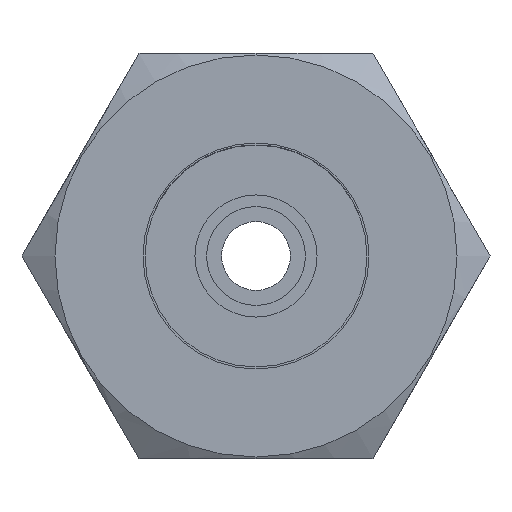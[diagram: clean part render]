
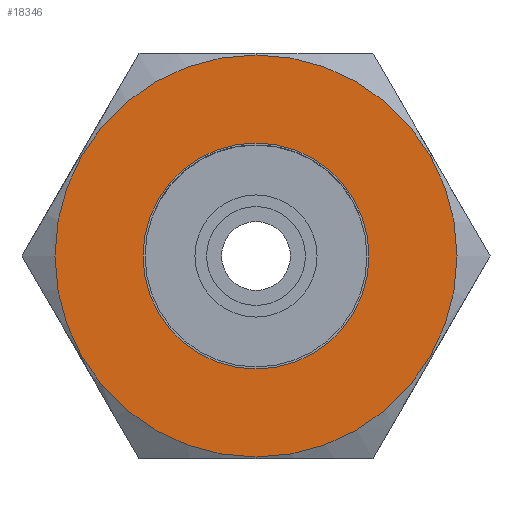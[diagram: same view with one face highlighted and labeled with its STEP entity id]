
A CAD part, left-side view. The second image highlights one B-rep face of the part: STEP entity #18346.
In plain terms, the highlighted planar face has unit normal (-1, 0, 0).
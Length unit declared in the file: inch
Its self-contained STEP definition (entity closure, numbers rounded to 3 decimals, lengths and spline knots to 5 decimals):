
#718 = DIRECTION ( 'NONE',  ( 1., 0., 0. ) ) ;
#1191 = CARTESIAN_POINT ( 'NONE',  ( -1.13, 0., 0. ) ) ;
#2292 = EDGE_CURVE ( 'NONE', #24948, #8971, #4683, .T. ) ;
#2384 = ORIENTED_EDGE ( 'NONE', *, *, #25764, .F. ) ;
#2644 = CIRCLE ( 'NONE', #8312, 0.3485 ) ;
#4683 = CIRCLE ( 'NONE', #5909, 0.62 ) ;
#5881 = FACE_OUTER_BOUND ( 'NONE', #14695, .T. ) ;
#5909 = AXIS2_PLACEMENT_3D ( 'NONE', #8291, #718, #24312 ) ;
#7270 = DIRECTION ( 'NONE',  ( -1., 0., 0. ) ) ;
#7316 = DIRECTION ( 'NONE',  ( 0., 0., -1. ) ) ;
#8201 = AXIS2_PLACEMENT_3D ( 'NONE', #26074, #7270, #9967 ) ;
#8291 = CARTESIAN_POINT ( 'NONE',  ( -1.13, 0., 0. ) ) ;
#8312 = AXIS2_PLACEMENT_3D ( 'NONE', #1191, #16966, #30683 ) ;
#8971 = VERTEX_POINT ( 'NONE', #30930 ) ;
#9583 = VERTEX_POINT ( 'NONE', #11889 ) ;
#9875 = DIRECTION ( 'NONE',  ( 1., 0., 0. ) ) ;
#9967 = DIRECTION ( 'NONE',  ( 0., 0., 1. ) ) ;
#10230 = CARTESIAN_POINT ( 'NONE',  ( -1.13, 0., 0.3485 ) ) ;
#11165 = CIRCLE ( 'NONE', #31547, 0.3485 ) ;
#11889 = CARTESIAN_POINT ( 'NONE',  ( -1.13, 0., -0.3485 ) ) ;
#13021 = FACE_BOUND ( 'NONE', #13965, .T. ) ;
#13965 = EDGE_LOOP ( 'NONE', ( #18745, #29483 ) ) ;
#14695 = EDGE_LOOP ( 'NONE', ( #22020, #2384 ) ) ;
#16182 = CARTESIAN_POINT ( 'NONE',  ( -1.13, 0., -0.62 ) ) ;
#16966 = DIRECTION ( 'NONE',  ( 1., 0., 0. ) ) ;
#17762 = AXIS2_PLACEMENT_3D ( 'NONE', #26122, #26012, #7316 ) ;
#18346 = ADVANCED_FACE ( 'NONE', ( #13021, #5881 ), #20585, .T. ) ;
#18745 = ORIENTED_EDGE ( 'NONE', *, *, #23779, .T. ) ;
#20157 = DIRECTION ( 'NONE',  ( 0., 0., -1. ) ) ;
#20585 = PLANE ( 'NONE',  #8201 ) ;
#22020 = ORIENTED_EDGE ( 'NONE', *, *, #2292, .F. ) ;
#22493 = EDGE_CURVE ( 'NONE', #25909, #9583, #11165, .T. ) ;
#23779 = EDGE_CURVE ( 'NONE', #9583, #25909, #2644, .T. ) ;
#24312 = DIRECTION ( 'NONE',  ( 0., 0., -1. ) ) ;
#24948 = VERTEX_POINT ( 'NONE', #16182 ) ;
#25764 = EDGE_CURVE ( 'NONE', #8971, #24948, #29959, .T. ) ;
#25909 = VERTEX_POINT ( 'NONE', #10230 ) ;
#26012 = DIRECTION ( 'NONE',  ( 1., 0., 0. ) ) ;
#26074 = CARTESIAN_POINT ( 'NONE',  ( -1.13, 0.3485, 0. ) ) ;
#26122 = CARTESIAN_POINT ( 'NONE',  ( -1.13, 0., 0. ) ) ;
#28058 = CARTESIAN_POINT ( 'NONE',  ( -1.13, 0., 0. ) ) ;
#29483 = ORIENTED_EDGE ( 'NONE', *, *, #22493, .T. ) ;
#29959 = CIRCLE ( 'NONE', #17762, 0.62 ) ;
#30683 = DIRECTION ( 'NONE',  ( 0., 0., -1. ) ) ;
#30930 = CARTESIAN_POINT ( 'NONE',  ( -1.13, 0., 0.62 ) ) ;
#31547 = AXIS2_PLACEMENT_3D ( 'NONE', #28058, #9875, #20157 ) ;
